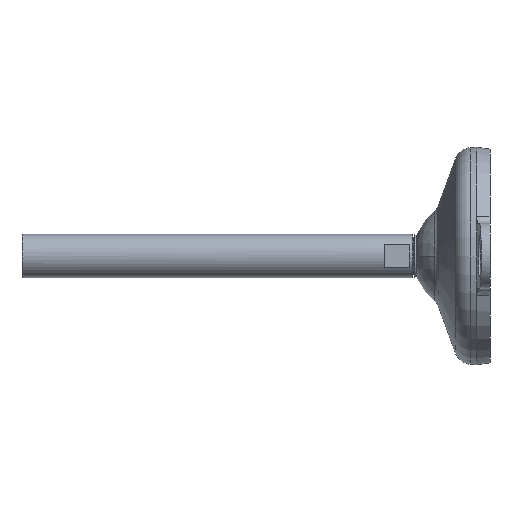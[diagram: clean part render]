
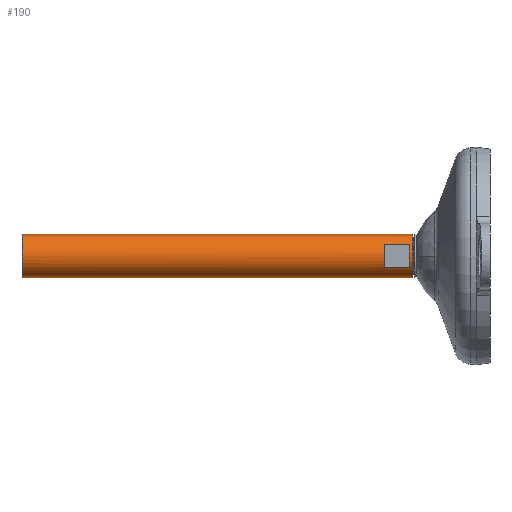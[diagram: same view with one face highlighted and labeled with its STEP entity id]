
A CAD part, left-side view. The second image highlights one B-rep face of the part: STEP entity #190.
In plain terms, the highlighted cylindrical face has radius 10 mm (diameter 20 mm), a partial arc.
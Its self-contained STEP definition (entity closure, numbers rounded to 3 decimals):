
#40 = CIRCLE ( 'NONE', #134, 10. ) ;
#43 = VECTOR ( 'NONE', #589, 1000. ) ;
#52 = EDGE_CURVE ( 'NONE', #1566, #1272, #1670, .T. ) ;
#58 = DIRECTION ( 'NONE',  ( 0., 0., -1. ) ) ;
#106 = ORIENTED_EDGE ( 'NONE', *, *, #111, .T. ) ;
#111 = EDGE_CURVE ( 'NONE', #907, #660, #40, .T. ) ;
#134 = AXIS2_PLACEMENT_3D ( 'NONE', #341, #1027, #1206 ) ;
#146 = ORIENTED_EDGE ( 'NONE', *, *, #997, .T. ) ;
#190 = ADVANCED_FACE ( 'NONE', ( #605, #625 ), #1399, .T. ) ;
#207 = DIRECTION ( 'NONE',  ( 0., -1., 0. ) ) ;
#219 = ORIENTED_EDGE ( 'NONE', *, *, #307, .F. ) ;
#255 = VECTOR ( 'NONE', #272, 1000. ) ;
#257 = CARTESIAN_POINT ( 'NONE',  ( 0., 37., 0. ) ) ;
#272 = DIRECTION ( 'NONE',  ( 0., 1., 0. ) ) ;
#282 = VERTEX_POINT ( 'NONE', #388 ) ;
#307 = EDGE_CURVE ( 'NONE', #574, #282, #802, .T. ) ;
#312 = EDGE_LOOP ( 'NONE', ( #1341, #1350, #877, #219 ) ) ;
#320 = VERTEX_POINT ( 'NONE', #1306 ) ;
#341 = CARTESIAN_POINT ( 'NONE',  ( 0., 48.5, 0. ) ) ;
#364 = CARTESIAN_POINT ( 'NONE',  ( 0., 0., -10. ) ) ;
#377 = LINE ( 'NONE', #364, #563 ) ;
#388 = CARTESIAN_POINT ( 'NONE',  ( 0., 35.5, -10. ) ) ;
#399 = LINE ( 'NONE', #1334, #255 ) ;
#418 = AXIS2_PLACEMENT_3D ( 'NONE', #513, #207, #58 ) ;
#430 = CARTESIAN_POINT ( 'NONE',  ( -8.5, 48.5, 5.268 ) ) ;
#461 = CARTESIAN_POINT ( 'NONE',  ( 0., 215., -10. ) ) ;
#496 = DIRECTION ( 'NONE',  ( 0., -1., 0. ) ) ;
#513 = CARTESIAN_POINT ( 'NONE',  ( 0., 0., 0. ) ) ;
#539 = DIRECTION ( 'NONE',  ( 0., 0., -1. ) ) ;
#556 = EDGE_CURVE ( 'NONE', #320, #574, #867, .T. ) ;
#557 = AXIS2_PLACEMENT_3D ( 'NONE', #257, #1664, #1419 ) ;
#563 = VECTOR ( 'NONE', #1687, 1000. ) ;
#574 = VERTEX_POINT ( 'NONE', #894 ) ;
#575 = CARTESIAN_POINT ( 'NONE',  ( -8.5, 0., 5.268 ) ) ;
#583 = VECTOR ( 'NONE', #496, 1000. ) ;
#589 = DIRECTION ( 'NONE',  ( 0., -1., 0. ) ) ;
#605 = FACE_OUTER_BOUND ( 'NONE', #312, .T. ) ;
#625 = FACE_BOUND ( 'NONE', #1458, .T. ) ;
#660 = VERTEX_POINT ( 'NONE', #430 ) ;
#665 = DIRECTION ( 'NONE',  ( 0., -1., 0. ) ) ;
#737 = DIRECTION ( 'NONE',  ( 0., -1., 0. ) ) ;
#802 = CIRCLE ( 'NONE', #1640, 10. ) ;
#811 = CIRCLE ( 'NONE', #1315, 10. ) ;
#820 = VERTEX_POINT ( 'NONE', #461 ) ;
#867 = LINE ( 'NONE', #1671, #583 ) ;
#871 = CARTESIAN_POINT ( 'NONE',  ( -8.5, 37., -5.268 ) ) ;
#877 = ORIENTED_EDGE ( 'NONE', *, *, #1678, .T. ) ;
#894 = CARTESIAN_POINT ( 'NONE',  ( 0., 35.5, 10. ) ) ;
#907 = VERTEX_POINT ( 'NONE', #1713 ) ;
#914 = CARTESIAN_POINT ( 'NONE',  ( 0., 35.5, 0. ) ) ;
#997 = EDGE_CURVE ( 'NONE', #1272, #907, #399, .T. ) ;
#1027 = DIRECTION ( 'NONE',  ( 0., 1., 0. ) ) ;
#1105 = LINE ( 'NONE', #575, #43 ) ;
#1130 = DIRECTION ( 'NONE',  ( 0., 0., -1. ) ) ;
#1166 = EDGE_CURVE ( 'NONE', #660, #1566, #1105, .T. ) ;
#1206 = DIRECTION ( 'NONE',  ( 0., 0., 1. ) ) ;
#1229 = CARTESIAN_POINT ( 'NONE',  ( -8.5, 37., 5.268 ) ) ;
#1266 = ORIENTED_EDGE ( 'NONE', *, *, #52, .T. ) ;
#1272 = VERTEX_POINT ( 'NONE', #871 ) ;
#1306 = CARTESIAN_POINT ( 'NONE',  ( 0., 215., 10. ) ) ;
#1315 = AXIS2_PLACEMENT_3D ( 'NONE', #1555, #737, #1130 ) ;
#1334 = CARTESIAN_POINT ( 'NONE',  ( -8.5, 0., -5.268 ) ) ;
#1341 = ORIENTED_EDGE ( 'NONE', *, *, #556, .F. ) ;
#1350 = ORIENTED_EDGE ( 'NONE', *, *, #1661, .T. ) ;
#1399 = CYLINDRICAL_SURFACE ( 'NONE', #418, 10. ) ;
#1419 = DIRECTION ( 'NONE',  ( 0., 0., -1. ) ) ;
#1458 = EDGE_LOOP ( 'NONE', ( #146, #106, #1508, #1266 ) ) ;
#1508 = ORIENTED_EDGE ( 'NONE', *, *, #1166, .T. ) ;
#1555 = CARTESIAN_POINT ( 'NONE',  ( 0., 215., 0. ) ) ;
#1566 = VERTEX_POINT ( 'NONE', #1229 ) ;
#1640 = AXIS2_PLACEMENT_3D ( 'NONE', #914, #665, #539 ) ;
#1661 = EDGE_CURVE ( 'NONE', #320, #820, #811, .T. ) ;
#1664 = DIRECTION ( 'NONE',  ( 0., -1., 0. ) ) ;
#1670 = CIRCLE ( 'NONE', #557, 10. ) ;
#1671 = CARTESIAN_POINT ( 'NONE',  ( 0., 0., 10. ) ) ;
#1678 = EDGE_CURVE ( 'NONE', #820, #282, #377, .T. ) ;
#1687 = DIRECTION ( 'NONE',  ( 0., -1., 0. ) ) ;
#1713 = CARTESIAN_POINT ( 'NONE',  ( -8.5, 48.5, -5.268 ) ) ;
